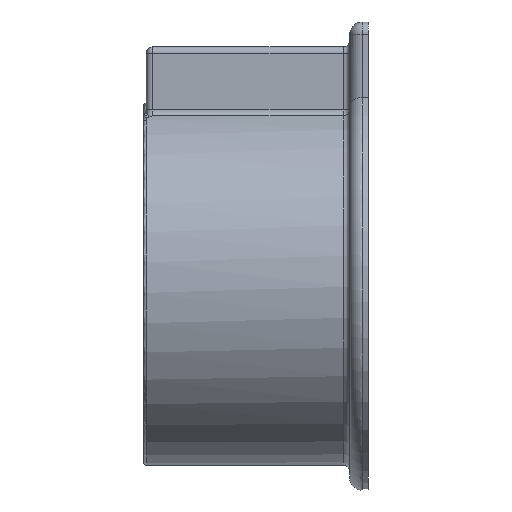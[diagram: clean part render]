
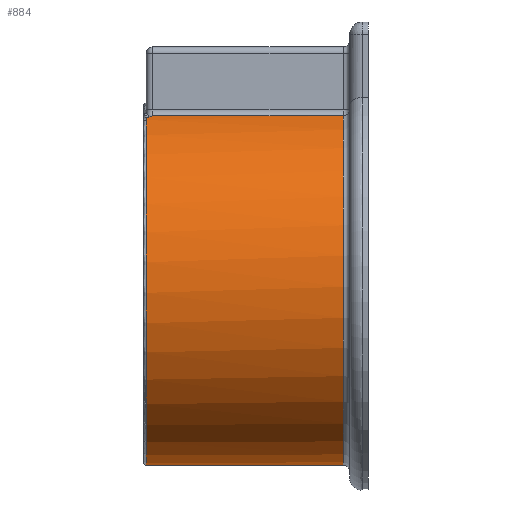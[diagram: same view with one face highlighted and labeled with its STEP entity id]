
A CAD part, left-side view. The second image highlights one B-rep face of the part: STEP entity #884.
In plain terms, the highlighted cylindrical face has radius 14.5 mm (diameter 29 mm), a partial arc.
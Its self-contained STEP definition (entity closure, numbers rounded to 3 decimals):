
#49=CYLINDRICAL_SURFACE('',#1013,14.5);
#101=LINE('',#1762,#155);
#102=LINE('',#1764,#156);
#155=VECTOR('',#1269,10.);
#156=VECTOR('',#1272,10.);
#220=FACE_OUTER_BOUND('',#279,.T.);
#279=EDGE_LOOP('',(#772,#773,#774,#775,#776,#777,#778));
#317=CIRCLE('',#972,14.5);
#340=CIRCLE('',#1014,14.5);
#341=CIRCLE('',#1015,14.5);
#360=B_SPLINE_CURVE_WITH_KNOTS('',3,(#1643,#1644,#1645,#1646,#1647,#1648,
#1649,#1650,#1651,#1652),.UNSPECIFIED.,.F.,.F.,(4,2,2,2,4),(0.,
0.,0.053,0.085,0.105),
 .UNSPECIFIED.);
#362=B_SPLINE_CURVE_WITH_KNOTS('',3,(#1687,#1688,#1689,#1690,#1691,#1692,
#1693,#1694,#1695,#1696),.UNSPECIFIED.,.F.,.F.,(4,2,2,2,4),(0.259,
0.28,0.312,0.365,0.365),
 .UNSPECIFIED.);
#414=VERTEX_POINT('',#1622);
#415=VERTEX_POINT('',#1624);
#421=VERTEX_POINT('',#1641);
#422=VERTEX_POINT('',#1642);
#427=VERTEX_POINT('',#1685);
#428=VERTEX_POINT('',#1686);
#438=VERTEX_POINT('',#1765);
#518=EDGE_CURVE('',#415,#414,#317,.T.);
#525=EDGE_CURVE('',#421,#422,#360,.T.);
#532=EDGE_CURVE('',#427,#428,#362,.T.);
#559=EDGE_CURVE('',#414,#421,#101,.T.);
#560=EDGE_CURVE('',#428,#415,#102,.T.);
#561=EDGE_CURVE('',#438,#427,#340,.T.);
#562=EDGE_CURVE('',#422,#438,#341,.T.);
#772=ORIENTED_EDGE('',*,*,#525,.F.);
#773=ORIENTED_EDGE('',*,*,#559,.F.);
#774=ORIENTED_EDGE('',*,*,#518,.F.);
#775=ORIENTED_EDGE('',*,*,#560,.F.);
#776=ORIENTED_EDGE('',*,*,#532,.F.);
#777=ORIENTED_EDGE('',*,*,#561,.F.);
#778=ORIENTED_EDGE('',*,*,#562,.F.);
#884=ADVANCED_FACE('',(#220),#49,.T.);
#972=AXIS2_PLACEMENT_3D('',#1626,#1173,#1174);
#1013=AXIS2_PLACEMENT_3D('',#1763,#1270,#1271);
#1014=AXIS2_PLACEMENT_3D('',#1766,#1273,#1274);
#1015=AXIS2_PLACEMENT_3D('',#1767,#1275,#1276);
#1173=DIRECTION('center_axis',(0.,-1.,0.));
#1174=DIRECTION('ref_axis',(0.,0.,-1.));
#1269=DIRECTION('',(0.,1.,0.));
#1270=DIRECTION('center_axis',(0.,1.,0.));
#1271=DIRECTION('ref_axis',(0.,0.,-1.));
#1272=DIRECTION('',(0.,-1.,0.));
#1273=DIRECTION('center_axis',(0.,1.,0.));
#1274=DIRECTION('ref_axis',(1.,0.,0.));
#1275=DIRECTION('center_axis',(0.,1.,0.));
#1276=DIRECTION('ref_axis',(1.,0.,0.));
#1622=CARTESIAN_POINT('',(5.317,2.,13.49));
#1624=CARTESIAN_POINT('',(-5.317,2.,13.49));
#1626=CARTESIAN_POINT('Origin',(0.,2.,0.));
#1641=CARTESIAN_POINT('',(5.317,17.3,13.49));
#1642=CARTESIAN_POINT('',(6.099,17.8,13.155));
#1643=CARTESIAN_POINT('Ctrl Pts',(5.317,17.3,13.49));
#1644=CARTESIAN_POINT('Ctrl Pts',(5.317,17.301,13.49));
#1645=CARTESIAN_POINT('Ctrl Pts',(5.318,17.302,13.49));
#1646=CARTESIAN_POINT('Ctrl Pts',(5.434,17.428,13.444));
#1647=CARTESIAN_POINT('Ctrl Pts',(5.533,17.535,13.403));
#1648=CARTESIAN_POINT('Ctrl Pts',(5.715,17.675,13.326));
#1649=CARTESIAN_POINT('Ctrl Pts',(5.801,17.73,13.289));
#1650=CARTESIAN_POINT('Ctrl Pts',(5.966,17.787,13.216));
#1651=CARTESIAN_POINT('Ctrl Pts',(6.033,17.8,13.186));
#1652=CARTESIAN_POINT('Ctrl Pts',(6.099,17.8,13.155));
#1685=CARTESIAN_POINT('',(-6.099,17.8,13.155));
#1686=CARTESIAN_POINT('',(-5.317,17.3,13.49));
#1687=CARTESIAN_POINT('Ctrl Pts',(-6.099,17.8,13.155));
#1688=CARTESIAN_POINT('Ctrl Pts',(-6.033,17.8,13.186));
#1689=CARTESIAN_POINT('Ctrl Pts',(-5.966,17.787,13.216));
#1690=CARTESIAN_POINT('Ctrl Pts',(-5.801,17.73,13.289));
#1691=CARTESIAN_POINT('Ctrl Pts',(-5.715,17.675,13.326));
#1692=CARTESIAN_POINT('Ctrl Pts',(-5.533,17.535,13.403));
#1693=CARTESIAN_POINT('Ctrl Pts',(-5.434,17.428,13.444));
#1694=CARTESIAN_POINT('Ctrl Pts',(-5.318,17.302,13.49));
#1695=CARTESIAN_POINT('Ctrl Pts',(-5.317,17.301,13.49));
#1696=CARTESIAN_POINT('Ctrl Pts',(-5.317,17.3,13.49));
#1762=CARTESIAN_POINT('',(5.317,9.75,13.49));
#1763=CARTESIAN_POINT('Origin',(0.,9.75,0.));
#1764=CARTESIAN_POINT('',(-5.317,9.75,13.49));
#1765=CARTESIAN_POINT('',(0.,17.8,-14.5));
#1766=CARTESIAN_POINT('Origin',(0.,17.8,0.));
#1767=CARTESIAN_POINT('Origin',(0.,17.8,0.));
